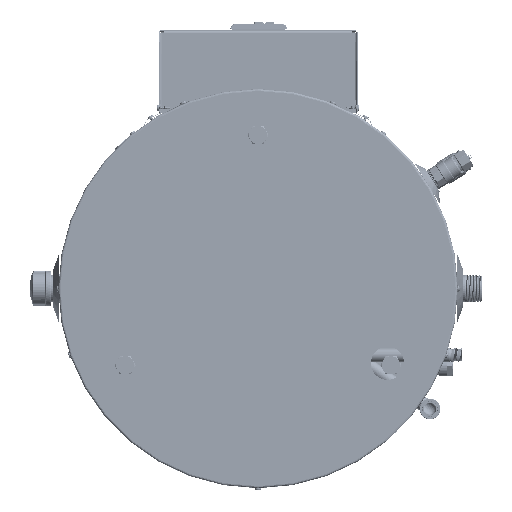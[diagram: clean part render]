
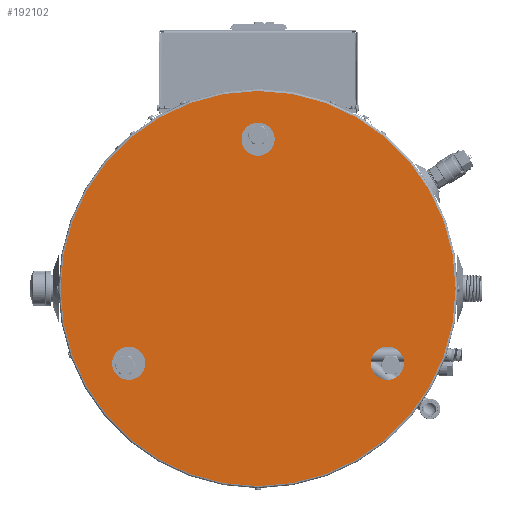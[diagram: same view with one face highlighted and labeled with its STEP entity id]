
A CAD part, front view. The second image highlights one B-rep face of the part: STEP entity #192102.
In plain terms, the highlighted planar face has unit normal (0, -1, 0).
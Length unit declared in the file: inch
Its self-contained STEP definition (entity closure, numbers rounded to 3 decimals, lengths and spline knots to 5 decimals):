
#17507 = VERTEX_POINT ( 'NONE', #296862 ) ;
#27093 = EDGE_LOOP ( 'NONE', ( #113942 ) ) ;
#35759 = EDGE_LOOP ( 'NONE', ( #512955 ) ) ;
#42533 = CARTESIAN_POINT ( 'NONE',  ( 11.905, 1.47, 0. ) ) ;
#42544 = AXIS2_PLACEMENT_3D ( 'NONE', #106131, #275837, #197916 ) ;
#53937 = EDGE_CURVE ( 'NONE', #17507, #17507, #479243, .T. ) ;
#58693 = AXIS2_PLACEMENT_3D ( 'NONE', #189058, #280727, #358822 ) ;
#62081 = DIRECTION ( 'NONE',  ( 1., 0., 0. ) ) ;
#76015 = DIRECTION ( 'NONE',  ( 0., 1., 0. ) ) ;
#89229 = ORIENTED_EDGE ( 'NONE', *, *, #181909, .T. ) ;
#106131 = CARTESIAN_POINT ( 'NONE',  ( 0., 1.47, 9. ) ) ;
#113942 = ORIENTED_EDGE ( 'NONE', *, *, #453792, .T. ) ;
#118059 = CIRCLE ( 'NONE', #278460, 11.905 ) ;
#128737 = CARTESIAN_POINT ( 'NONE',  ( -1., 1.47, 9. ) ) ;
#129783 = CARTESIAN_POINT ( 'NONE',  ( -7.79423, 1.47, -4.5 ) ) ;
#137692 = FACE_OUTER_BOUND ( 'NONE', #27093, .T. ) ;
#143199 = FACE_BOUND ( 'NONE', #481399, .T. ) ;
#172588 = EDGE_LOOP ( 'NONE', ( #380822 ) ) ;
#181909 = EDGE_CURVE ( 'NONE', #412806, #412806, #298759, .T. ) ;
#184884 = CIRCLE ( 'NONE', #42544, 1. ) ;
#185940 = AXIS2_PLACEMENT_3D ( 'NONE', #129783, #508415, #380323 ) ;
#189058 = CARTESIAN_POINT ( 'NONE',  ( 7.79423, 1.47, -4.5 ) ) ;
#192102 = ADVANCED_FACE ( 'NONE', ( #143199, #310164, #315667, #137692 ), #307449, .F. ) ;
#197916 = DIRECTION ( 'NONE',  ( -1., 0., 0. ) ) ;
#201771 = EDGE_CURVE ( 'NONE', #379312, #379312, #184884, .T. ) ;
#231937 = DIRECTION ( 'NONE',  ( 0., -1., 0. ) ) ;
#275837 = DIRECTION ( 'NONE',  ( 0., 1., 0. ) ) ;
#278460 = AXIS2_PLACEMENT_3D ( 'NONE', #524491, #231937, #62081 ) ;
#280727 = DIRECTION ( 'NONE',  ( 0., 1., 0. ) ) ;
#296862 = CARTESIAN_POINT ( 'NONE',  ( -8.79423, 1.47, -4.5 ) ) ;
#298759 = CIRCLE ( 'NONE', #58693, 1. ) ;
#307449 = PLANE ( 'NONE',  #333589 ) ;
#310164 = FACE_BOUND ( 'NONE', #172588, .T. ) ;
#315667 = FACE_BOUND ( 'NONE', #35759, .T. ) ;
#329401 = CARTESIAN_POINT ( 'NONE',  ( 0., 1.47, 0. ) ) ;
#332143 = DIRECTION ( 'NONE',  ( -1., 0., 0. ) ) ;
#333589 = AXIS2_PLACEMENT_3D ( 'NONE', #329401, #76015, #332143 ) ;
#358822 = DIRECTION ( 'NONE',  ( -1., 0., 0. ) ) ;
#379312 = VERTEX_POINT ( 'NONE', #128737 ) ;
#380323 = DIRECTION ( 'NONE',  ( -1., 0., 0. ) ) ;
#380822 = ORIENTED_EDGE ( 'NONE', *, *, #53937, .T. ) ;
#412806 = VERTEX_POINT ( 'NONE', #541039 ) ;
#453792 = EDGE_CURVE ( 'NONE', #546665, #546665, #118059, .T. ) ;
#479243 = CIRCLE ( 'NONE', #185940, 1. ) ;
#481399 = EDGE_LOOP ( 'NONE', ( #89229 ) ) ;
#508415 = DIRECTION ( 'NONE',  ( 0., 1., 0. ) ) ;
#512955 = ORIENTED_EDGE ( 'NONE', *, *, #201771, .T. ) ;
#524491 = CARTESIAN_POINT ( 'NONE',  ( 0., 1.47, 0. ) ) ;
#541039 = CARTESIAN_POINT ( 'NONE',  ( 6.79423, 1.47, -4.5 ) ) ;
#546665 = VERTEX_POINT ( 'NONE', #42533 ) ;
